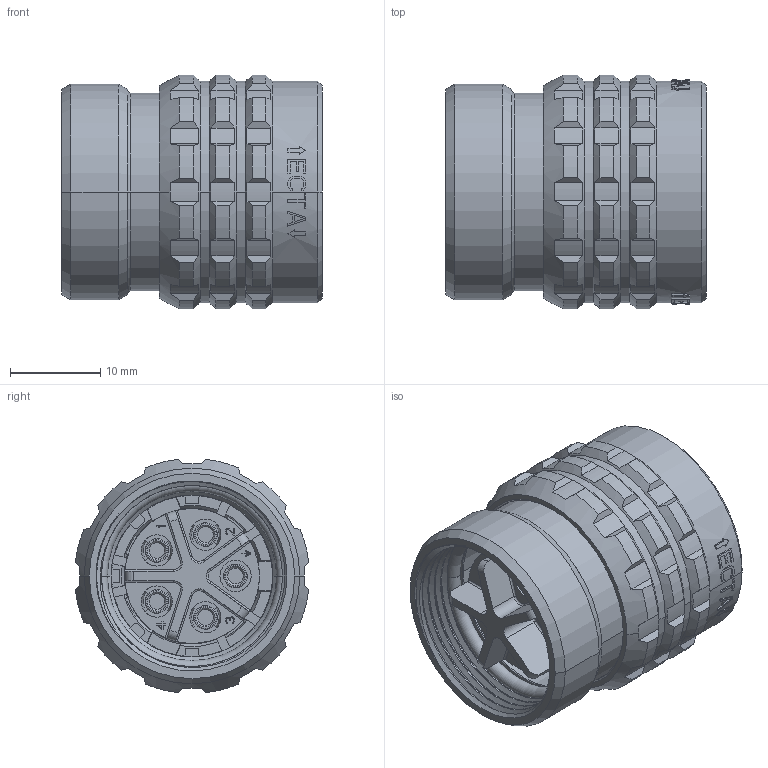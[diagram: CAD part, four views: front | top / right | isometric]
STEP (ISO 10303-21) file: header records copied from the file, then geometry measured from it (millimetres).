
FILE_DESCRIPTION((''),'2;1');
FILE_NAME('1331M295FS','2024-07-23T08:55:27',('paultorloting'),('NET AG system integration'),'CREO PARAMETRIC BY PTC INC, 2021404','CREO PARAMETRIC BY PTC INC, 2021404','');
FILE_SCHEMA(('AUTOMOTIVE_DESIGN { 1 0 10303 214 1 1 1 1 }'));
Length unit declared in the file: millimetre
Products named in the file (1): 1331M295FS
Bounding box: 28.8 x 25.82 x 25.82 mm (x, y, z)
Volume: 8754.6 mm3; surface area: 9142.2 mm2
Topology: 1 solids, 2 shells, 1302 faces, 3459 edges, 2245 vertices
Faces by surface type: plane 739, cylinder 348, cone 119, torus 79, bspline 9, sphere 8
Entity records: 55168 total; most frequent: CARTESIAN_POINT 16253, ORIENTED_EDGE 6902, DIRECTION 6588, EDGE_CURVE 3451, AXIS2_PLACEMENT_3D 2365, VERTEX_POINT 2245, VECTOR 1855, LINE 1855
